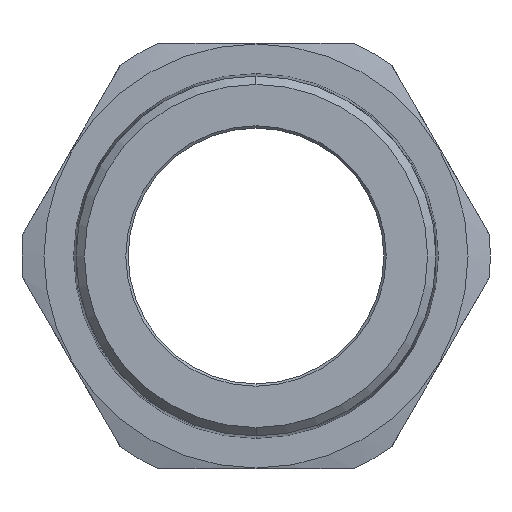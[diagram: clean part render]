
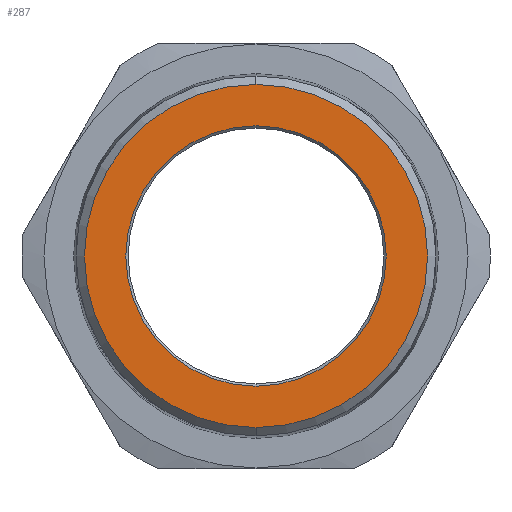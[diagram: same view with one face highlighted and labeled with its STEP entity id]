
A CAD part, left-side view. The second image highlights one B-rep face of the part: STEP entity #287.
In plain terms, the highlighted planar face has unit normal (-1, 0, 0).
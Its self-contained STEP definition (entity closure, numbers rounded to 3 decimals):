
#16 = CARTESIAN_POINT ( 'NONE',  ( 0., 0., 40.8 ) ) ;
#77 = DIRECTION ( 'NONE',  ( -1., 0., 0. ) ) ;
#90 = AXIS2_PLACEMENT_3D ( 'NONE', #903, #77, #2575 ) ;
#117 = CIRCLE ( 'NONE', #90, 53.78 ) ;
#227 = CARTESIAN_POINT ( 'NONE',  ( 0., 0., -53.78 ) ) ;
#287 = ADVANCED_FACE ( 'NONE', ( #2833, #1433 ), #2975, .F. ) ;
#338 = EDGE_CURVE ( 'NONE', #3402, #3295, #2019, .T. ) ;
#372 = DIRECTION ( 'NONE',  ( 1., 0., 0. ) ) ;
#597 = AXIS2_PLACEMENT_3D ( 'NONE', #1107, #2197, #810 ) ;
#706 = ORIENTED_EDGE ( 'NONE', *, *, #1105, .T. ) ;
#722 = DIRECTION ( 'NONE',  ( 0., 0., -1. ) ) ;
#810 = DIRECTION ( 'NONE',  ( 0., 0., -1. ) ) ;
#843 = VERTEX_POINT ( 'NONE', #1077 ) ;
#894 = AXIS2_PLACEMENT_3D ( 'NONE', #2647, #2772, #3601 ) ;
#903 = CARTESIAN_POINT ( 'NONE',  ( 0., 0., 0. ) ) ;
#1037 = CARTESIAN_POINT ( 'NONE',  ( 0., 0., 53.78 ) ) ;
#1062 = AXIS2_PLACEMENT_3D ( 'NONE', #1513, #372, #2081 ) ;
#1077 = CARTESIAN_POINT ( 'NONE',  ( 0., 0., -40.8 ) ) ;
#1105 = EDGE_CURVE ( 'NONE', #843, #1307, #2614, .T. ) ;
#1107 = CARTESIAN_POINT ( 'NONE',  ( 0., 0., 0. ) ) ;
#1307 = VERTEX_POINT ( 'NONE', #16 ) ;
#1433 = FACE_BOUND ( 'NONE', #2307, .T. ) ;
#1513 = CARTESIAN_POINT ( 'NONE',  ( 0., 0., 0. ) ) ;
#1687 = AXIS2_PLACEMENT_3D ( 'NONE', #3494, #3510, #722 ) ;
#1784 = EDGE_LOOP ( 'NONE', ( #2129, #2468 ) ) ;
#2019 = CIRCLE ( 'NONE', #597, 53.78 ) ;
#2081 = DIRECTION ( 'NONE',  ( 0., 0., -1. ) ) ;
#2129 = ORIENTED_EDGE ( 'NONE', *, *, #338, .T. ) ;
#2197 = DIRECTION ( 'NONE',  ( -1., 0., 0. ) ) ;
#2236 = EDGE_CURVE ( 'NONE', #1307, #843, #3176, .T. ) ;
#2307 = EDGE_LOOP ( 'NONE', ( #3304, #706 ) ) ;
#2405 = EDGE_CURVE ( 'NONE', #3295, #3402, #117, .T. ) ;
#2468 = ORIENTED_EDGE ( 'NONE', *, *, #2405, .T. ) ;
#2575 = DIRECTION ( 'NONE',  ( 0., 0., -1. ) ) ;
#2614 = CIRCLE ( 'NONE', #1687, 40.8 ) ;
#2647 = CARTESIAN_POINT ( 'NONE',  ( 0., 0., 0. ) ) ;
#2772 = DIRECTION ( 'NONE',  ( 1., 0., 0. ) ) ;
#2833 = FACE_OUTER_BOUND ( 'NONE', #1784, .T. ) ;
#2975 = PLANE ( 'NONE',  #894 ) ;
#3176 = CIRCLE ( 'NONE', #1062, 40.8 ) ;
#3295 = VERTEX_POINT ( 'NONE', #1037 ) ;
#3304 = ORIENTED_EDGE ( 'NONE', *, *, #2236, .T. ) ;
#3402 = VERTEX_POINT ( 'NONE', #227 ) ;
#3494 = CARTESIAN_POINT ( 'NONE',  ( 0., 0., 0. ) ) ;
#3510 = DIRECTION ( 'NONE',  ( 1., 0., 0. ) ) ;
#3601 = DIRECTION ( 'NONE',  ( 0., 0., -1. ) ) ;
